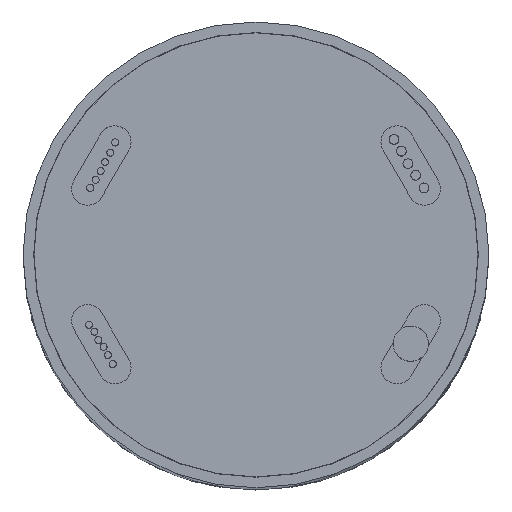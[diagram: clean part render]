
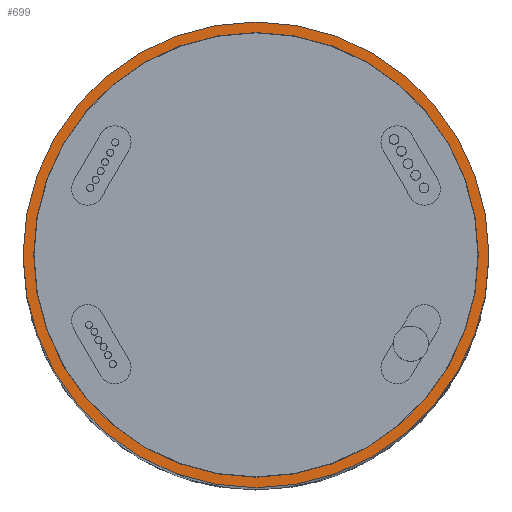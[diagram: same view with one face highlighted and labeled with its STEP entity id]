
A CAD part, top view. The second image highlights one B-rep face of the part: STEP entity #699.
In plain terms, the highlighted planar face has unit normal (0, 0, 1).
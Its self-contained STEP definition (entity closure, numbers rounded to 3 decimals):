
#126 = ORIENTED_EDGE ( 'NONE', *, *, #3361, .T. ) ;
#262 = CARTESIAN_POINT ( 'NONE',  ( 0., 0., 266.8 ) ) ;
#454 = CARTESIAN_POINT ( 'NONE',  ( 43., 0., 266.8 ) ) ;
#602 = EDGE_CURVE ( 'NONE', #5438, #4447, #1659, .T. ) ;
#699 = ADVANCED_FACE ( 'NONE', ( #2638, #7018 ), #1959, .T. ) ;
#811 = VERTEX_POINT ( 'NONE', #5154 ) ;
#828 = DIRECTION ( 'NONE',  ( 1., 0., 0. ) ) ;
#834 = DIRECTION ( 'NONE',  ( 1., 0., 0. ) ) ;
#999 = ORIENTED_EDGE ( 'NONE', *, *, #4281, .F. ) ;
#1064 = CARTESIAN_POINT ( 'NONE',  ( 0., 0., 266.8 ) ) ;
#1627 = DIRECTION ( 'NONE',  ( 1., 0., 0. ) ) ;
#1659 = CIRCLE ( 'NONE', #6545, 41.05 ) ;
#1723 = CARTESIAN_POINT ( 'NONE',  ( 0., 0., 266.8 ) ) ;
#1959 = PLANE ( 'NONE',  #5787 ) ;
#2195 = AXIS2_PLACEMENT_3D ( 'NONE', #6494, #3066, #7080 ) ;
#2288 = DIRECTION ( 'NONE',  ( 1., 0., 0. ) ) ;
#2398 = CARTESIAN_POINT ( 'NONE',  ( 41.05, 0., 266.8 ) ) ;
#2638 = FACE_BOUND ( 'NONE', #5028, .T. ) ;
#2777 = CIRCLE ( 'NONE', #4439, 43. ) ;
#3066 = DIRECTION ( 'NONE',  ( 0., 0., 1. ) ) ;
#3361 = EDGE_CURVE ( 'NONE', #5311, #811, #2777, .T. ) ;
#4155 = ORIENTED_EDGE ( 'NONE', *, *, #4650, .T. ) ;
#4178 = EDGE_LOOP ( 'NONE', ( #4155, #126 ) ) ;
#4246 = DIRECTION ( 'NONE',  ( 0., 0., 1. ) ) ;
#4251 = DIRECTION ( 'NONE',  ( 0., 0., 1. ) ) ;
#4281 = EDGE_CURVE ( 'NONE', #4447, #5438, #4455, .T. ) ;
#4439 = AXIS2_PLACEMENT_3D ( 'NONE', #262, #4251, #834 ) ;
#4447 = VERTEX_POINT ( 'NONE', #6087 ) ;
#4455 = CIRCLE ( 'NONE', #2195, 41.05 ) ;
#4650 = EDGE_CURVE ( 'NONE', #811, #5311, #5143, .T. ) ;
#5015 = DIRECTION ( 'NONE',  ( 0., 0., 1. ) ) ;
#5028 = EDGE_LOOP ( 'NONE', ( #7389, #999 ) ) ;
#5143 = CIRCLE ( 'NONE', #6645, 43. ) ;
#5154 = CARTESIAN_POINT ( 'NONE',  ( -43., 0., 266.8 ) ) ;
#5311 = VERTEX_POINT ( 'NONE', #454 ) ;
#5438 = VERTEX_POINT ( 'NONE', #2398 ) ;
#5705 = DIRECTION ( 'NONE',  ( 0., 0., 1. ) ) ;
#5787 = AXIS2_PLACEMENT_3D ( 'NONE', #6506, #4246, #828 ) ;
#6087 = CARTESIAN_POINT ( 'NONE',  ( -41.05, 0., 266.8 ) ) ;
#6494 = CARTESIAN_POINT ( 'NONE',  ( 0., 0., 266.8 ) ) ;
#6506 = CARTESIAN_POINT ( 'NONE',  ( 0., 0., 266.8 ) ) ;
#6545 = AXIS2_PLACEMENT_3D ( 'NONE', #1064, #5015, #1627 ) ;
#6645 = AXIS2_PLACEMENT_3D ( 'NONE', #1723, #5705, #2288 ) ;
#7018 = FACE_OUTER_BOUND ( 'NONE', #4178, .T. ) ;
#7080 = DIRECTION ( 'NONE',  ( 1., 0., 0. ) ) ;
#7389 = ORIENTED_EDGE ( 'NONE', *, *, #602, .F. ) ;
